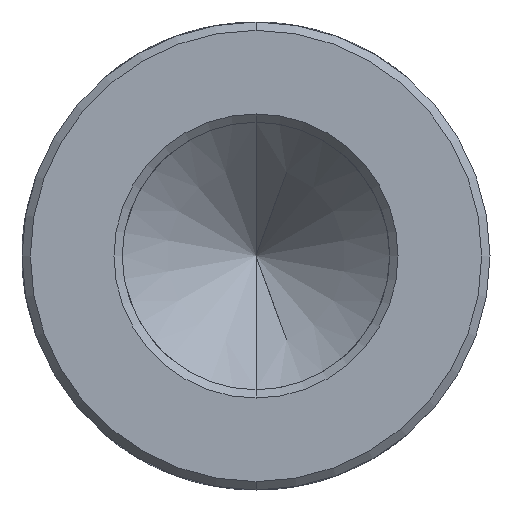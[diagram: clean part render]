
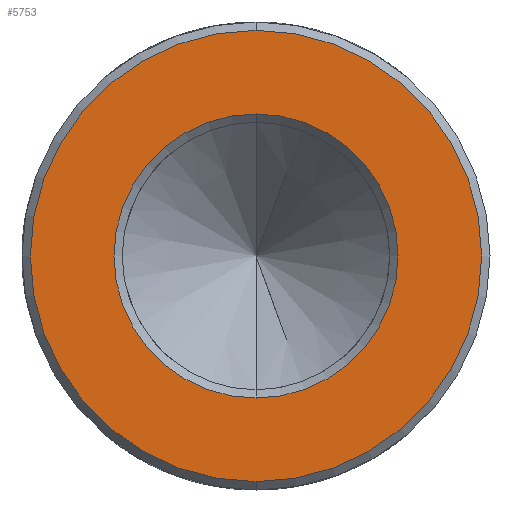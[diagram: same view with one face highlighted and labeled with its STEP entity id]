
A CAD part, front view. The second image highlights one B-rep face of the part: STEP entity #5753.
In plain terms, the highlighted planar face has unit normal (0, -1, 0).
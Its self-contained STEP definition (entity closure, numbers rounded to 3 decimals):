
#27 = ORIENTED_EDGE ( 'NONE', *, *, #2821, .T. ) ;
#121 = ORIENTED_EDGE ( 'NONE', *, *, #3507, .T. ) ;
#280 = AXIS2_PLACEMENT_3D ( 'NONE', #2157, #4153, #2116 ) ;
#435 = DIRECTION ( 'NONE',  ( 0., -1., 0. ) ) ;
#537 = CIRCLE ( 'NONE', #280, 8.5 ) ;
#563 = FACE_BOUND ( 'NONE', #4137, .T. ) ;
#619 = AXIS2_PLACEMENT_3D ( 'NONE', #4215, #2265, #6230 ) ;
#726 = CIRCLE ( 'NONE', #1627, 13.5 ) ;
#822 = CARTESIAN_POINT ( 'NONE',  ( 0., -24., 13.5 ) ) ;
#1528 = VERTEX_POINT ( 'NONE', #3694 ) ;
#1609 = DIRECTION ( 'NONE',  ( 0., -1., 0. ) ) ;
#1627 = AXIS2_PLACEMENT_3D ( 'NONE', #5065, #1609, #3130 ) ;
#2116 = DIRECTION ( 'NONE',  ( 0., 0., -1. ) ) ;
#2152 = ORIENTED_EDGE ( 'NONE', *, *, #2502, .T. ) ;
#2157 = CARTESIAN_POINT ( 'NONE',  ( 0., -24., 0. ) ) ;
#2206 = AXIS2_PLACEMENT_3D ( 'NONE', #2639, #2655, #3178 ) ;
#2240 = EDGE_CURVE ( 'NONE', #3064, #1528, #537, .T. ) ;
#2265 = DIRECTION ( 'NONE',  ( 0., 1., 0. ) ) ;
#2305 = CARTESIAN_POINT ( 'NONE',  ( 0., -24., -8.5 ) ) ;
#2502 = EDGE_CURVE ( 'NONE', #4298, #5299, #726, .T. ) ;
#2639 = CARTESIAN_POINT ( 'NONE',  ( -14., -24., 0. ) ) ;
#2655 = DIRECTION ( 'NONE',  ( 0., -1., 0. ) ) ;
#2821 = EDGE_CURVE ( 'NONE', #1528, #3064, #4234, .T. ) ;
#3064 = VERTEX_POINT ( 'NONE', #2305 ) ;
#3130 = DIRECTION ( 'NONE',  ( 0., 0., -1. ) ) ;
#3178 = DIRECTION ( 'NONE',  ( 0., 0., -1. ) ) ;
#3507 = EDGE_CURVE ( 'NONE', #5299, #4298, #6420, .T. ) ;
#3694 = CARTESIAN_POINT ( 'NONE',  ( 0., -24., 8.5 ) ) ;
#4090 = AXIS2_PLACEMENT_3D ( 'NONE', #5946, #435, #5385 ) ;
#4137 = EDGE_LOOP ( 'NONE', ( #5782, #27 ) ) ;
#4153 = DIRECTION ( 'NONE',  ( 0., 1., 0. ) ) ;
#4215 = CARTESIAN_POINT ( 'NONE',  ( 0., -24., 0. ) ) ;
#4234 = CIRCLE ( 'NONE', #619, 8.5 ) ;
#4252 = EDGE_LOOP ( 'NONE', ( #121, #2152 ) ) ;
#4298 = VERTEX_POINT ( 'NONE', #5954 ) ;
#4934 = FACE_OUTER_BOUND ( 'NONE', #4252, .T. ) ;
#5065 = CARTESIAN_POINT ( 'NONE',  ( 0., -24., 0. ) ) ;
#5299 = VERTEX_POINT ( 'NONE', #822 ) ;
#5385 = DIRECTION ( 'NONE',  ( 0., 0., -1. ) ) ;
#5600 = PLANE ( 'NONE',  #2206 ) ;
#5753 = ADVANCED_FACE ( 'NONE', ( #563, #4934 ), #5600, .T. ) ;
#5782 = ORIENTED_EDGE ( 'NONE', *, *, #2240, .T. ) ;
#5946 = CARTESIAN_POINT ( 'NONE',  ( 0., -24., 0. ) ) ;
#5954 = CARTESIAN_POINT ( 'NONE',  ( 0., -24., -13.5 ) ) ;
#6230 = DIRECTION ( 'NONE',  ( 0., 0., -1. ) ) ;
#6420 = CIRCLE ( 'NONE', #4090, 13.5 ) ;
